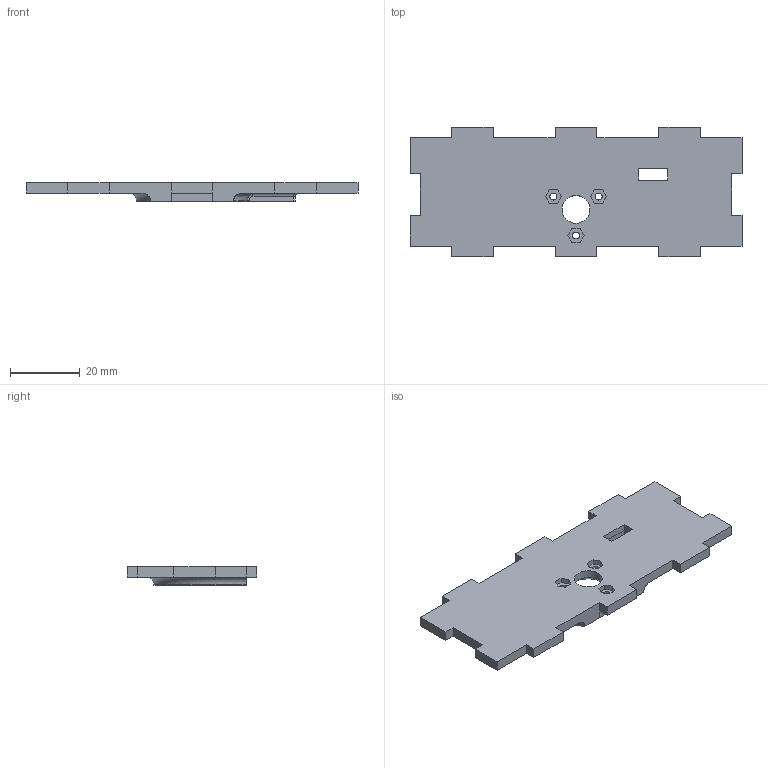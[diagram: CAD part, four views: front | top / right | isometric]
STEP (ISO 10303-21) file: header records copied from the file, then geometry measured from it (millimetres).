
FILE_DESCRIPTION( ( '' ), ' ' );
FILE_NAME( '5c4ebddc964993164aa42f72.step', '2019-01-28T08:31:25', ( '' ), ( '' ), ' ', ' ', ' ' );
FILE_SCHEMA( ( 'AUTOMOTIVE_DESIGN { 1 0 10303 214 1 1 1 1 }' ) );
Length unit declared in the file: metre
Products named in the file (1): Part 1
Bounding box: 95.4 x 37.2 x 5.4 mm (x, y, z)
Volume: 10481.3 mm3; surface area: 7654.2 mm2
Topology: 1 solids, 1 shells, 104 faces, 275 edges, 175 vertices
Faces by surface type: plane 76, cylinder 20, bspline 5, torus 2, cone 1
Full cylindrical faces by diameter (mm): 2 x3, 8 x1, 19.2 x1
Entity records: 4794 total; most frequent: CARTESIAN_POINT 1398, ORIENTED_EDGE 530, DIRECTION 498, EDGE_CURVE 265, LINE 220, VECTOR 220, VERTEX_POINT 174, AXIS2_PLACEMENT_3D 139
